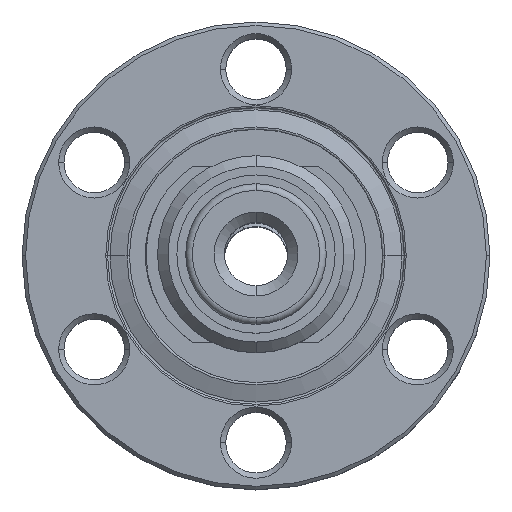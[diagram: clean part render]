
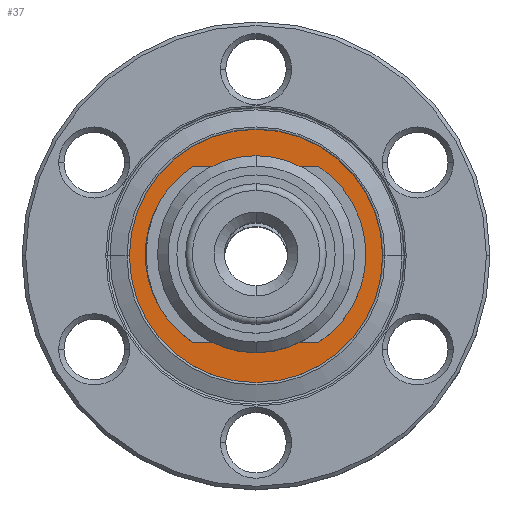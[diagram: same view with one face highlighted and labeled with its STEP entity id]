
A CAD part, top view. The second image highlights one B-rep face of the part: STEP entity #37.
In plain terms, the highlighted planar face has unit normal (0, 0, 1).
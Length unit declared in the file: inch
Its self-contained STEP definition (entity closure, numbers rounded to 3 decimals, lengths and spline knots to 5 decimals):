
#37 = ADVANCED_FACE ( 'NONE', ( #1532, #1504 ), #2775, .T. ) ;
#382 = EDGE_CURVE ( 'NONE', #2638, #2604, #5087, .T. ) ;
#398 = EDGE_CURVE ( 'NONE', #2511, #2640, #5121, .T. ) ;
#404 = EDGE_CURVE ( 'NONE', #2604, #2638, #5127, .T. ) ;
#405 = EDGE_CURVE ( 'NONE', #2640, #2511, #5129, .T. ) ;
#740 = ORIENTED_EDGE ( 'NONE', *, *, #405, .F. ) ;
#754 = ORIENTED_EDGE ( 'NONE', *, *, #404, .T. ) ;
#828 = ORIENTED_EDGE ( 'NONE', *, *, #398, .F. ) ;
#837 = ORIENTED_EDGE ( 'NONE', *, *, #382, .T. ) ;
#1129 = AXIS2_PLACEMENT_3D ( 'NONE', #2774, #2777, #2778 ) ;
#1504 = FACE_BOUND ( 'NONE', #2028, .T. ) ;
#1532 = FACE_OUTER_BOUND ( 'NONE', #2047, .T. ) ;
#1598 = AXIS2_PLACEMENT_3D ( 'NONE', #3903, #3904, #3905 ) ;
#1606 = AXIS2_PLACEMENT_3D ( 'NONE', #3955, #3963, #3964 ) ;
#1609 = AXIS2_PLACEMENT_3D ( 'NONE', #3942, #3943, #3944 ) ;
#1612 = AXIS2_PLACEMENT_3D ( 'NONE', #3958, #3960, #3961 ) ;
#2028 = EDGE_LOOP ( 'NONE', ( #828, #740 ) ) ;
#2047 = EDGE_LOOP ( 'NONE', ( #837, #754 ) ) ;
#2511 = VERTEX_POINT ( 'NONE', #4487 ) ;
#2604 = VERTEX_POINT ( 'NONE', #4580 ) ;
#2638 = VERTEX_POINT ( 'NONE', #4614 ) ;
#2640 = VERTEX_POINT ( 'NONE', #4616 ) ;
#2774 = CARTESIAN_POINT ( 'NONE',  ( 0., 0., -0.051 ) ) ;
#2775 = PLANE ( 'NONE',  #1129 ) ;
#2777 = DIRECTION ( 'NONE',  ( 0., 0., 1. ) ) ;
#2778 = DIRECTION ( 'NONE',  ( 1., 0., 0. ) ) ;
#3903 = CARTESIAN_POINT ( 'NONE',  ( 0., 0., -0.051 ) ) ;
#3904 = DIRECTION ( 'NONE',  ( 0., 0., 1. ) ) ;
#3905 = DIRECTION ( 'NONE',  ( 1., 0., 0. ) ) ;
#3942 = CARTESIAN_POINT ( 'NONE',  ( 0., 0., -0.051 ) ) ;
#3943 = DIRECTION ( 'NONE',  ( 0., 0., 1. ) ) ;
#3944 = DIRECTION ( 'NONE',  ( 1., 0., 0. ) ) ;
#3955 = CARTESIAN_POINT ( 'NONE',  ( 0., 0., -0.051 ) ) ;
#3958 = CARTESIAN_POINT ( 'NONE',  ( 0., 0., -0.051 ) ) ;
#3960 = DIRECTION ( 'NONE',  ( 0., 0., 1. ) ) ;
#3961 = DIRECTION ( 'NONE',  ( 1., 0., 0. ) ) ;
#3963 = DIRECTION ( 'NONE',  ( 0., 0., 1. ) ) ;
#3964 = DIRECTION ( 'NONE',  ( 1., 0., 0. ) ) ;
#4487 = CARTESIAN_POINT ( 'NONE',  ( 0.186, 0., -0.051 ) ) ;
#4580 = CARTESIAN_POINT ( 'NONE',  ( -0.36, 0., -0.051 ) ) ;
#4614 = CARTESIAN_POINT ( 'NONE',  ( 0.36, 0., -0.051 ) ) ;
#4616 = CARTESIAN_POINT ( 'NONE',  ( -0.186, 0., -0.051 ) ) ;
#5087 = CIRCLE ( 'NONE', #1598, 0.36 ) ;
#5121 = CIRCLE ( 'NONE', #1609, 0.186 ) ;
#5127 = CIRCLE ( 'NONE', #1612, 0.36 ) ;
#5129 = CIRCLE ( 'NONE', #1606, 0.186 ) ;
